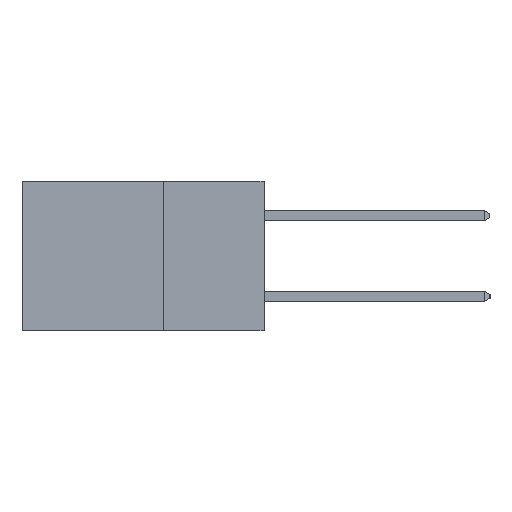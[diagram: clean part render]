
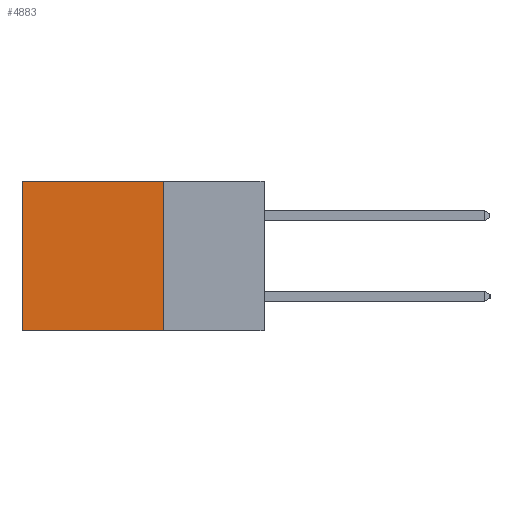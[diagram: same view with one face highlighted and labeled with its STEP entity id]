
A CAD part, left-side view. The second image highlights one B-rep face of the part: STEP entity #4883.
In plain terms, the highlighted planar face has unit normal (-1, 0, 0).
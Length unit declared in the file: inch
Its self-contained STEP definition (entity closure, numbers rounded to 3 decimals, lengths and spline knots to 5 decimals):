
#649 = CARTESIAN_POINT ( 'NONE',  ( 0.2615, 0.25, -0.37 ) ) ;
#737 = CARTESIAN_POINT ( 'NONE',  ( 0.2615, 0.25, 0. ) ) ;
#1009 = CARTESIAN_POINT ( 'NONE',  ( 0.2615, 0.6, -0.37 ) ) ;
#1446 = VECTOR ( 'NONE', #3730, 39.37008 ) ;
#2626 = CARTESIAN_POINT ( 'NONE',  ( 0.2615, 0.6, 0. ) ) ;
#3730 = DIRECTION ( 'NONE',  ( 0., 0., -1. ) ) ;
#4239 = DIRECTION ( 'NONE',  ( 0., 1., 0. ) ) ;
#4558 = FACE_OUTER_BOUND ( 'NONE', #8923, .T. ) ;
#4883 = ADVANCED_FACE ( 'NONE', ( #4558 ), #16931, .F. ) ;
#5766 = DIRECTION ( 'NONE',  ( 0., 1., 0. ) ) ;
#6994 = ORIENTED_EDGE ( 'NONE', *, *, #19285, .T. ) ;
#7033 = VERTEX_POINT ( 'NONE', #11555 ) ;
#8621 = EDGE_CURVE ( 'NONE', #7033, #11441, #18327, .T. ) ;
#8923 = EDGE_LOOP ( 'NONE', ( #13019, #9836, #9215, #6994 ) ) ;
#8949 = LINE ( 'NONE', #737, #12896 ) ;
#9183 = CARTESIAN_POINT ( 'NONE',  ( 0.2615, 0.6, -0.37 ) ) ;
#9215 = ORIENTED_EDGE ( 'NONE', *, *, #14194, .F. ) ;
#9836 = ORIENTED_EDGE ( 'NONE', *, *, #8621, .F. ) ;
#11441 = VERTEX_POINT ( 'NONE', #1009 ) ;
#11555 = CARTESIAN_POINT ( 'NONE',  ( 0.2615, 0.25, -0.37 ) ) ;
#11880 = VECTOR ( 'NONE', #17666, 39.37008 ) ;
#11937 = CARTESIAN_POINT ( 'NONE',  ( 0.2615, 0.25, 0. ) ) ;
#12040 = VERTEX_POINT ( 'NONE', #11937 ) ;
#12896 = VECTOR ( 'NONE', #4239, 39.37008 ) ;
#12986 = EDGE_CURVE ( 'NONE', #20990, #11441, #16905, .T. ) ;
#13019 = ORIENTED_EDGE ( 'NONE', *, *, #12986, .T. ) ;
#13812 = VECTOR ( 'NONE', #5766, 39.37008 ) ;
#14194 = EDGE_CURVE ( 'NONE', #12040, #7033, #14473, .T. ) ;
#14327 = AXIS2_PLACEMENT_3D ( 'NONE', #16945, #16696, #16666 ) ;
#14473 = LINE ( 'NONE', #17334, #1446 ) ;
#16666 = DIRECTION ( 'NONE',  ( 0., 0., -1. ) ) ;
#16696 = DIRECTION ( 'NONE',  ( 1., 0., 0. ) ) ;
#16905 = LINE ( 'NONE', #9183, #11880 ) ;
#16931 = PLANE ( 'NONE',  #14327 ) ;
#16945 = CARTESIAN_POINT ( 'NONE',  ( 0.2615, 0.25, -0.37 ) ) ;
#17334 = CARTESIAN_POINT ( 'NONE',  ( 0.2615, 0.25, -0.37 ) ) ;
#17666 = DIRECTION ( 'NONE',  ( 0., 0., -1. ) ) ;
#18327 = LINE ( 'NONE', #649, #13812 ) ;
#19285 = EDGE_CURVE ( 'NONE', #12040, #20990, #8949, .T. ) ;
#20990 = VERTEX_POINT ( 'NONE', #2626 ) ;
